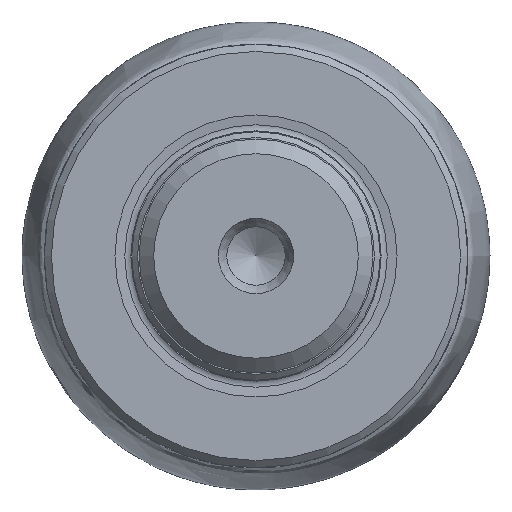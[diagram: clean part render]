
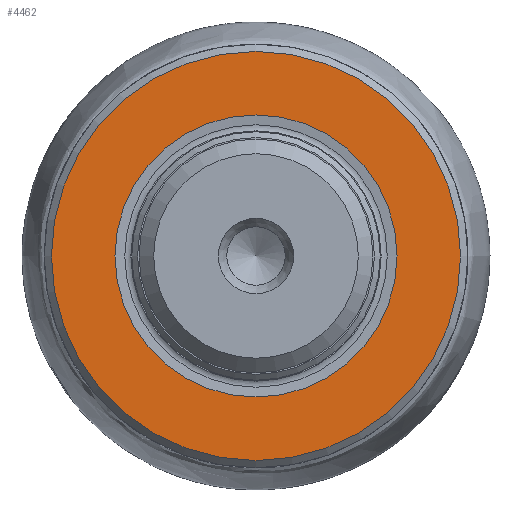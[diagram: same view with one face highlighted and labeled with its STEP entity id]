
A CAD part, left-side view. The second image highlights one B-rep face of the part: STEP entity #4462.
In plain terms, the highlighted planar face has unit normal (-1, 0, 0).
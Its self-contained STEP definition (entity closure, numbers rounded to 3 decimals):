
#316 = CARTESIAN_POINT ( 'NONE',  ( -41.05, 0., 0. ) ) ;
#535 = EDGE_LOOP ( 'NONE', ( #5067 ) ) ;
#731 = CARTESIAN_POINT ( 'NONE',  ( -41.05, 0., 0. ) ) ;
#742 = DIRECTION ( 'NONE',  ( 0., 1., 0. ) ) ;
#900 = AXIS2_PLACEMENT_3D ( 'NONE', #316, #3275, #742 ) ;
#1132 = CARTESIAN_POINT ( 'NONE',  ( -41.05, 9.65, 0. ) ) ;
#1149 = DIRECTION ( 'NONE',  ( 0., 1., 0. ) ) ;
#1170 = CARTESIAN_POINT ( 'NONE',  ( -41.05, 14., 0. ) ) ;
#1411 = ORIENTED_EDGE ( 'NONE', *, *, #3749, .F. ) ;
#1605 = PLANE ( 'NONE',  #2033 ) ;
#1606 = EDGE_LOOP ( 'NONE', ( #1411 ) ) ;
#1640 = AXIS2_PLACEMENT_3D ( 'NONE', #731, #3701, #1149 ) ;
#2033 = AXIS2_PLACEMENT_3D ( 'NONE', #1170, #2859, #4583 ) ;
#2225 = CIRCLE ( 'NONE', #1640, 14. ) ;
#2249 = FACE_OUTER_BOUND ( 'NONE', #1606, .T. ) ;
#2259 = VERTEX_POINT ( 'NONE', #2432 ) ;
#2309 = FACE_BOUND ( 'NONE', #535, .T. ) ;
#2432 = CARTESIAN_POINT ( 'NONE',  ( -41.05, 14., 0. ) ) ;
#2518 = CIRCLE ( 'NONE', #900, 9.65 ) ;
#2859 = DIRECTION ( 'NONE',  ( -1., 0., 0. ) ) ;
#2887 = EDGE_CURVE ( 'NONE', #4528, #4528, #2518, .T. ) ;
#3275 = DIRECTION ( 'NONE',  ( 1., 0., 0. ) ) ;
#3701 = DIRECTION ( 'NONE',  ( 1., 0., 0. ) ) ;
#3749 = EDGE_CURVE ( 'NONE', #2259, #2259, #2225, .T. ) ;
#4462 = ADVANCED_FACE ( 'NONE', ( #2309, #2249 ), #1605, .T. ) ;
#4528 = VERTEX_POINT ( 'NONE', #1132 ) ;
#4583 = DIRECTION ( 'NONE',  ( 0., -1., 0. ) ) ;
#5067 = ORIENTED_EDGE ( 'NONE', *, *, #2887, .T. ) ;
